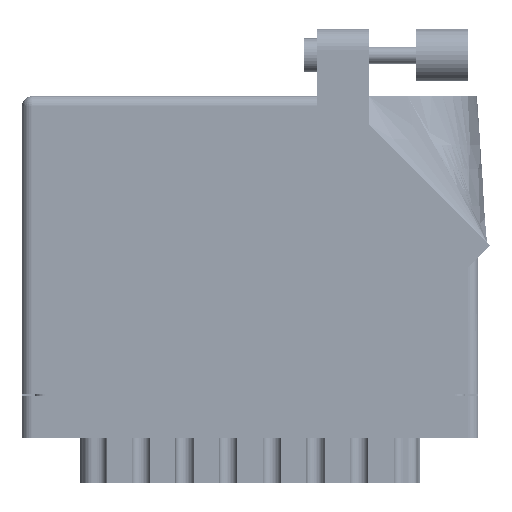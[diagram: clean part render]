
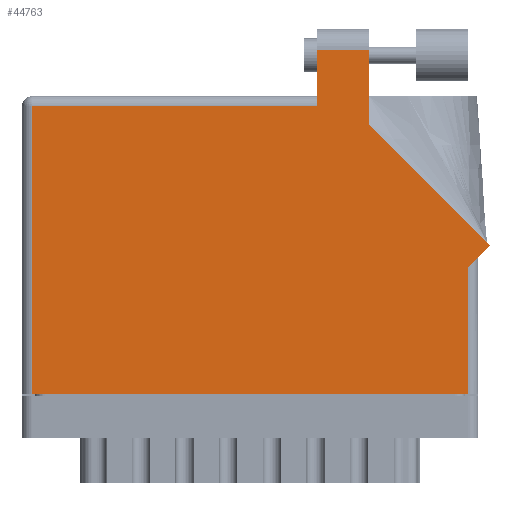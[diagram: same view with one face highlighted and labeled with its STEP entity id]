
A CAD part, front view. The second image highlights one B-rep face of the part: STEP entity #44763.
In plain terms, the highlighted face is planar.
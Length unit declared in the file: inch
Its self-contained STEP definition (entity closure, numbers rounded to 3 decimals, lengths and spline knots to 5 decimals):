
#1613 = EDGE_LOOP ( 'NONE', ( #64330, #20214, #22143, #46780, #64965, #42617, #13647, #22947, #51012 ) ) ;
#4238 = CARTESIAN_POINT ( 'NONE',  ( 1.758, 2.05, 0. ) ) ;
#4818 = LINE ( 'NONE', #71159, #57739 ) ;
#6239 = EDGE_CURVE ( 'NONE', #31909, #41223, #4818, .T. ) ;
#7243 = EDGE_CURVE ( 'NONE', #41223, #47648, #35606, .T. ) ;
#7445 = LINE ( 'NONE', #56841, #16326 ) ;
#8011 = CARTESIAN_POINT ( 'NONE',  ( 2.656, 0.753, 0. ) ) ;
#8978 = PLANE ( 'NONE',  #70173 ) ;
#9031 = VECTOR ( 'NONE', #61441, 39.37008 ) ;
#13647 = ORIENTED_EDGE ( 'NONE', *, *, #14255, .T. ) ;
#14032 = DIRECTION ( 'NONE',  ( -1., 0., 0. ) ) ;
#14255 = EDGE_CURVE ( 'NONE', #47648, #58814, #30099, .T. ) ;
#16326 = VECTOR ( 'NONE', #23071, 39.37008 ) ;
#16471 = LINE ( 'NONE', #19731, #71116 ) ;
#17815 = CARTESIAN_POINT ( 'NONE',  ( 0.062, 0., 0. ) ) ;
#17973 = VECTOR ( 'NONE', #58831, 39.37008 ) ;
#18956 = CARTESIAN_POINT ( 'NONE',  ( 1.758, 1.713, 0. ) ) ;
#19381 = DIRECTION ( 'NONE',  ( -1., 0., 0. ) ) ;
#19731 = CARTESIAN_POINT ( 'NONE',  ( 0., 1.713, 0. ) ) ;
#20214 = ORIENTED_EDGE ( 'NONE', *, *, #56639, .T. ) ;
#21545 = EDGE_CURVE ( 'NONE', #37698, #37203, #33246, .T. ) ;
#22143 = ORIENTED_EDGE ( 'NONE', *, *, #69644, .T. ) ;
#22947 = ORIENTED_EDGE ( 'NONE', *, *, #31654, .T. ) ;
#23071 = DIRECTION ( 'NONE',  ( 0., -1., 0. ) ) ;
#26140 = DIRECTION ( 'NONE',  ( 0., 1., 0. ) ) ;
#27837 = VERTEX_POINT ( 'NONE', #39731 ) ;
#28129 = VERTEX_POINT ( 'NONE', #18956 ) ;
#29066 = LINE ( 'NONE', #46383, #30801 ) ;
#29177 = FACE_OUTER_BOUND ( 'NONE', #1613, .T. ) ;
#29482 = CARTESIAN_POINT ( 'NONE',  ( 2.065, 1.60942, 0. ) ) ;
#29562 = VERTEX_POINT ( 'NONE', #4238 ) ;
#30099 = LINE ( 'NONE', #66068, #55750 ) ;
#30801 = VECTOR ( 'NONE', #34981, 39.37008 ) ;
#31654 = EDGE_CURVE ( 'NONE', #58814, #27837, #55863, .T. ) ;
#31909 = VERTEX_POINT ( 'NONE', #58404 ) ;
#33246 = LINE ( 'NONE', #59546, #63181 ) ;
#34981 = DIRECTION ( 'NONE',  ( -0.707, 0.707, 0. ) ) ;
#35606 = LINE ( 'NONE', #37164, #39226 ) ;
#36100 = EDGE_CURVE ( 'NONE', #27837, #37698, #29066, .T. ) ;
#37164 = CARTESIAN_POINT ( 'NONE',  ( 0., 0., 0. ) ) ;
#37203 = VERTEX_POINT ( 'NONE', #40237 ) ;
#37416 = CARTESIAN_POINT ( 'NONE',  ( 0., 1.775, 0. ) ) ;
#37449 = DIRECTION ( 'NONE',  ( 0., -1., 0. ) ) ;
#37628 = DIRECTION ( 'NONE',  ( 0., 1., 0. ) ) ;
#37698 = VERTEX_POINT ( 'NONE', #29482 ) ;
#39226 = VECTOR ( 'NONE', #54673, 39.37008 ) ;
#39731 = CARTESIAN_POINT ( 'NONE',  ( 2.78871, 0.88571, 0. ) ) ;
#40237 = CARTESIAN_POINT ( 'NONE',  ( 2.065, 2.05, 0. ) ) ;
#41223 = VERTEX_POINT ( 'NONE', #17815 ) ;
#41497 = CARTESIAN_POINT ( 'NONE',  ( 2.656, 0., 0. ) ) ;
#41906 = CARTESIAN_POINT ( 'NONE',  ( 1.758, 2.05, 0. ) ) ;
#42617 = ORIENTED_EDGE ( 'NONE', *, *, #7243, .T. ) ;
#44763 = ADVANCED_FACE ( 'NONE', ( #29177 ), #8978, .F. ) ;
#46383 = CARTESIAN_POINT ( 'NONE',  ( 2.78871, 0.88571, 0. ) ) ;
#46780 = ORIENTED_EDGE ( 'NONE', *, *, #68693, .T. ) ;
#47648 = VERTEX_POINT ( 'NONE', #41497 ) ;
#50359 = CARTESIAN_POINT ( 'NONE',  ( 2.718, 0.815, 0. ) ) ;
#51012 = ORIENTED_EDGE ( 'NONE', *, *, #36100, .T. ) ;
#53193 = DIRECTION ( 'NONE',  ( 0., 0., -1. ) ) ;
#54673 = DIRECTION ( 'NONE',  ( 1., 0., 0. ) ) ;
#55750 = VECTOR ( 'NONE', #26140, 39.37008 ) ;
#55863 = LINE ( 'NONE', #50359, #9031 ) ;
#56639 = EDGE_CURVE ( 'NONE', #37203, #29562, #62150, .T. ) ;
#56841 = CARTESIAN_POINT ( 'NONE',  ( 1.758, 1.775, 0. ) ) ;
#57739 = VECTOR ( 'NONE', #37449, 39.37008 ) ;
#58404 = CARTESIAN_POINT ( 'NONE',  ( 0.062, 1.713, 0. ) ) ;
#58814 = VERTEX_POINT ( 'NONE', #8011 ) ;
#58831 = DIRECTION ( 'NONE',  ( -1., 0., 0. ) ) ;
#59546 = CARTESIAN_POINT ( 'NONE',  ( 2.065, 1.60942, 0. ) ) ;
#61441 = DIRECTION ( 'NONE',  ( 0.707, 0.707, 0. ) ) ;
#62150 = LINE ( 'NONE', #41906, #17973 ) ;
#63181 = VECTOR ( 'NONE', #37628, 39.37008 ) ;
#64330 = ORIENTED_EDGE ( 'NONE', *, *, #21545, .T. ) ;
#64965 = ORIENTED_EDGE ( 'NONE', *, *, #6239, .T. ) ;
#66068 = CARTESIAN_POINT ( 'NONE',  ( 2.656, 0.815, 0. ) ) ;
#68693 = EDGE_CURVE ( 'NONE', #28129, #31909, #16471, .T. ) ;
#69644 = EDGE_CURVE ( 'NONE', #29562, #28129, #7445, .T. ) ;
#70173 = AXIS2_PLACEMENT_3D ( 'NONE', #37416, #53193, #19381 ) ;
#71116 = VECTOR ( 'NONE', #14032, 39.37008 ) ;
#71159 = CARTESIAN_POINT ( 'NONE',  ( 0.062, 0., 0. ) ) ;
